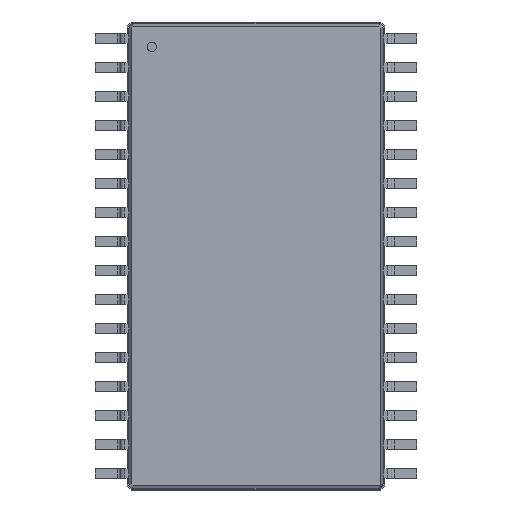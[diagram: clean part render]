
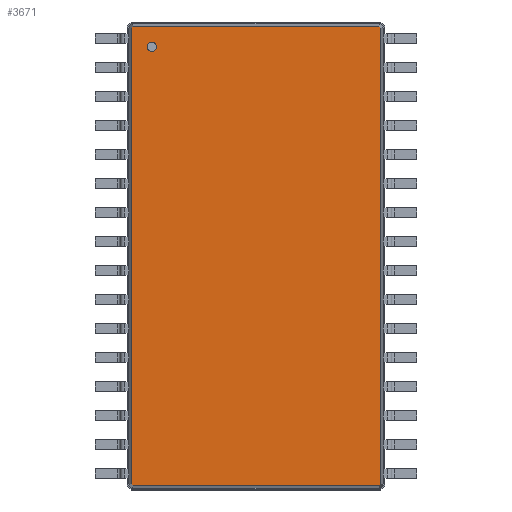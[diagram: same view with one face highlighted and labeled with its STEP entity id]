
A CAD part, top view. The second image highlights one B-rep face of the part: STEP entity #3671.
In plain terms, the highlighted planar face has unit normal (0, 0, 1).
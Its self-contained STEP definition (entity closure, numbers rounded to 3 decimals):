
#13=DIRECTION('',(0.,0.,1.));
#27=VECTOR('',#28,1.);
#28=DIRECTION('',(0.,-1.,0.));
#49=DIRECTION('',(0.,1.,0.));
#59=VECTOR('',#60,1.);
#60=DIRECTION('',(1.,0.,0.));
#131=VECTOR('',#132,1.);
#132=DIRECTION('',(-1.,0.,0.));
#485=VECTOR('',#486,1.);
#486=DIRECTION('',(0.707,-0.707,0.));
#492=VECTOR('',#493,1.);
#493=DIRECTION('',(-0.707,-0.707,0.));
#504=VECTOR('',#505,1.);
#505=DIRECTION('',(-0.707,0.707,0.));
#511=VECTOR('',#49,1.);
#515=VECTOR('',#516,1.);
#516=DIRECTION('',(0.707,0.707,0.));
#1288=VERTEX_POINT('',#1289);
#1289=CARTESIAN_POINT('',(5.464,-9.982,1.6));
#1291=ORIENTED_EDGE('',*,*,#1292,.F.);
#1292=EDGE_CURVE('',#1293,#1288,#1295,.T.);
#1293=VERTEX_POINT('',#1294);
#1294=CARTESIAN_POINT('',(5.464,9.982,1.6));
#1295=LINE('',#1294,#27);
#3662=ORIENTED_EDGE('',*,*,#3663,.F.);
#3663=EDGE_CURVE('',#3664,#1293,#3666,.T.);
#3664=VERTEX_POINT('',#3665);
#3665=CARTESIAN_POINT('',(5.382,10.064,1.6));
#3666=LINE('',#3665,#485);
#3671=ADVANCED_FACE('',(#3672,#3702),#3711,.T.);
#3672=FACE_BOUND('',#3673,.T.);
#3673=EDGE_LOOP('',(#3674,#3679,#3684,#3689,#3694,#3699,#1291,#3662));
#3674=ORIENTED_EDGE('',*,*,#3675,.F.);
#3675=EDGE_CURVE('',#3676,#3664,#3678,.T.);
#3676=VERTEX_POINT('',#3677);
#3677=CARTESIAN_POINT('',(-5.382,10.064,1.6));
#3678=LINE('',#3677,#59);
#3679=ORIENTED_EDGE('',*,*,#3680,.F.);
#3680=EDGE_CURVE('',#3681,#3676,#3683,.T.);
#3681=VERTEX_POINT('',#3682);
#3682=CARTESIAN_POINT('',(-5.464,9.982,1.6));
#3683=LINE('',#3682,#515);
#3684=ORIENTED_EDGE('',*,*,#3685,.F.);
#3685=EDGE_CURVE('',#3686,#3681,#3688,.T.);
#3686=VERTEX_POINT('',#3687);
#3687=CARTESIAN_POINT('',(-5.464,-9.982,1.6));
#3688=LINE('',#3687,#511);
#3689=ORIENTED_EDGE('',*,*,#3690,.F.);
#3690=EDGE_CURVE('',#3691,#3686,#3693,.T.);
#3691=VERTEX_POINT('',#3692);
#3692=CARTESIAN_POINT('',(-5.382,-10.064,1.6));
#3693=LINE('',#3692,#504);
#3694=ORIENTED_EDGE('',*,*,#3695,.F.);
#3695=EDGE_CURVE('',#3696,#3691,#3698,.T.);
#3696=VERTEX_POINT('',#3697);
#3697=CARTESIAN_POINT('',(5.382,-10.064,1.6));
#3698=LINE('',#3697,#131);
#3699=ORIENTED_EDGE('',*,*,#3700,.F.);
#3700=EDGE_CURVE('',#1288,#3696,#3701,.T.);
#3701=LINE('',#1289,#492);
#3702=FACE_BOUND('',#3703,.T.);
#3703=EDGE_LOOP('',(#3704));
#3704=ORIENTED_EDGE('',*,*,#3705,.F.);
#3705=EDGE_CURVE('',#3706,#3706,#3708,.T.);
#3706=VERTEX_POINT('',#3707);
#3707=CARTESIAN_POINT('',(-4.564,8.964,1.6));
#3708=CIRCLE('',#3709,0.2);
#3709=AXIS2_PLACEMENT_3D('',#3710,#13,#28);
#3710=CARTESIAN_POINT('',(-4.564,9.164,1.6));
#3711=PLANE('',#3712);
#3712=AXIS2_PLACEMENT_3D('',#3677,#13,#3713);
#3713=DIRECTION('',(0.472,-0.882,0.));
